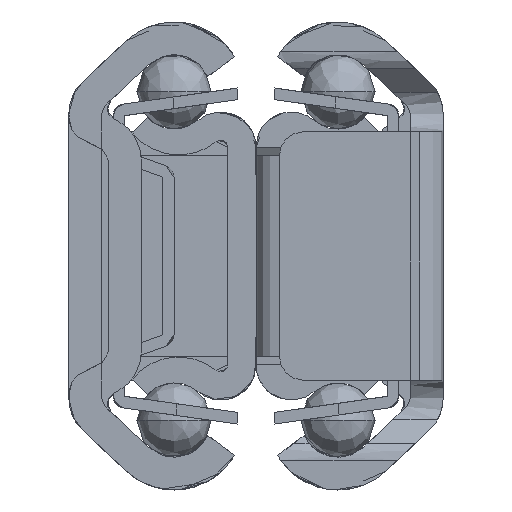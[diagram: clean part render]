
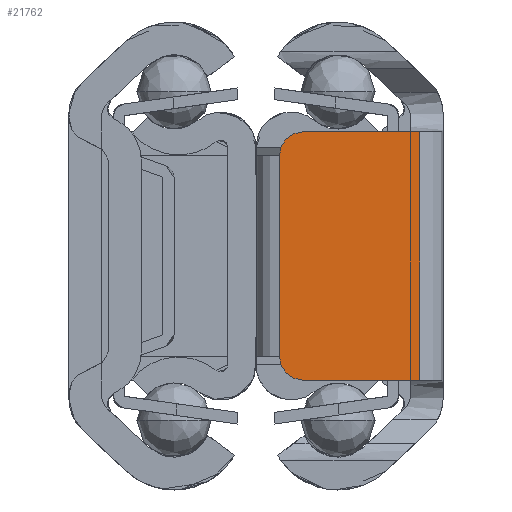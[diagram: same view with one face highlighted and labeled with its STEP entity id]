
A CAD part, left-side view. The second image highlights one B-rep face of the part: STEP entity #21762.
In plain terms, the highlighted free-form (B-spline) face has degree [1, 1] with [2, 2] control points.
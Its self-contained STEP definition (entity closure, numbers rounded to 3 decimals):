
#19597=CARTESIAN_POINT('',(400.0,-1.,5.3));
#19598=VERTEX_POINT('',#19597);
#19614=CARTESIAN_POINT('',(400.0,-1.,-5.3));
#19615=VERTEX_POINT('',#19614);
#19616=CARTESIAN_POINT('',(400.0,-1.,-5.3));
#19617=CARTESIAN_POINT('',(400.0,-1.,5.3));
#19618=QUASI_UNIFORM_CURVE('',1,(#19616,#19617),.UNSPECIFIED.,.F.,.U.);
#19619=EDGE_CURVE('',#19615,#19598,#19618,.T.);
#19750=CARTESIAN_POINT('',(400.0,-7.,-4.3));
#19751=VERTEX_POINT('',#19750);
#19752=CARTESIAN_POINT('',(400.0,-6.0,-5.3));
#19753=VERTEX_POINT('',#19752);
#19754=CARTESIAN_POINT('',(400.0,-7.0,-4.3));
#19755=CARTESIAN_POINT('',(400.0,-7.,-5.3));
#19756=CARTESIAN_POINT('',(400.0,-6.0,-5.3));
#19764=(BOUNDED_CURVE()B_SPLINE_CURVE(2,(#19754,#19755,#19756),.UNSPECIFIED.,.F.,.U.)CURVE()GEOMETRIC_REPRESENTATION_ITEM()QUASI_UNIFORM_CURVE()RATIONAL_B_SPLINE_CURVE((1.0,0.707,1.0))REPRESENTATION_ITEM(''));
#19765=EDGE_CURVE('',#19751,#19753,#19764,.T.);
#19786=CARTESIAN_POINT('',(400.0,-7.,4.3));
#19787=VERTEX_POINT('',#19786);
#19788=CARTESIAN_POINT('',(400.0,-7.,4.3));
#19789=CARTESIAN_POINT('',(400.0,-7.,-4.3));
#19790=QUASI_UNIFORM_CURVE('',1,(#19788,#19789),.UNSPECIFIED.,.F.,.U.);
#19791=EDGE_CURVE('',#19787,#19751,#19790,.T.);
#19817=CARTESIAN_POINT('',(400.0,-6.0,5.3));
#19818=VERTEX_POINT('',#19817);
#19819=CARTESIAN_POINT('',(400.0,-6.0,5.3));
#19820=CARTESIAN_POINT('',(400.0,-7.,5.3));
#19821=CARTESIAN_POINT('',(400.0,-7.0,4.3));
#19829=(BOUNDED_CURVE()B_SPLINE_CURVE(2,(#19819,#19820,#19821),.UNSPECIFIED.,.F.,.U.)CURVE()GEOMETRIC_REPRESENTATION_ITEM()QUASI_UNIFORM_CURVE()RATIONAL_B_SPLINE_CURVE((1.0,0.707,1.0))REPRESENTATION_ITEM(''));
#19830=EDGE_CURVE('',#19818,#19787,#19829,.T.);
#19847=CARTESIAN_POINT('',(400.0,-1.,5.3));
#19848=CARTESIAN_POINT('',(400.0,-6.0,5.3));
#19849=QUASI_UNIFORM_CURVE('',1,(#19847,#19848),.UNSPECIFIED.,.F.,.U.);
#19850=EDGE_CURVE('',#19598,#19818,#19849,.T.);
#20370=CARTESIAN_POINT('',(400.0,-1.,-5.3));
#20371=CARTESIAN_POINT('',(400.0,-6.0,-5.3));
#20372=QUASI_UNIFORM_CURVE('',1,(#20370,#20371),.UNSPECIFIED.,.F.,.U.);
#20373=EDGE_CURVE('',#19615,#19753,#20372,.T.);
#21749=CARTESIAN_POINT('',(400.0,-7.3,5.829));
#21750=CARTESIAN_POINT('',(400.0,-0.7,5.829));
#21751=CARTESIAN_POINT('',(400.0,-7.3,-5.829));
#21752=CARTESIAN_POINT('',(400.0,-0.7,-5.829));
#21753=B_SPLINE_SURFACE_WITH_KNOTS('',1,1,((#21749,#21751),(#21750,#21752)),.UNSPECIFIED.,.F.,.F.,.U.,(2,2),(2,2),(0.0,6.599),(0.0,11.659),.UNSPECIFIED.);
#21754=ORIENTED_EDGE('',*,*,#20373,.F.);
#21755=ORIENTED_EDGE('',*,*,#19619,.T.);
#21756=ORIENTED_EDGE('',*,*,#19850,.T.);
#21757=ORIENTED_EDGE('',*,*,#19830,.T.);
#21758=ORIENTED_EDGE('',*,*,#19791,.T.);
#21759=ORIENTED_EDGE('',*,*,#19765,.T.);
#21760=EDGE_LOOP('',(#21754,#21755,#21756,#21757,#21758,#21759));
#21761=FACE_OUTER_BOUND('',#21760,.T.);
#21762=ADVANCED_FACE('',(#21761),#21753,.F.);
